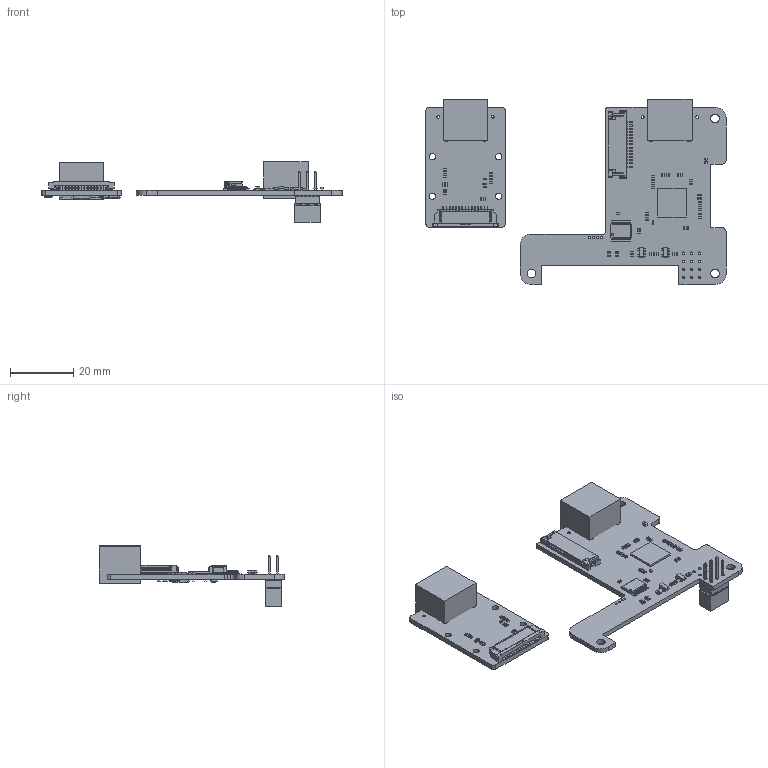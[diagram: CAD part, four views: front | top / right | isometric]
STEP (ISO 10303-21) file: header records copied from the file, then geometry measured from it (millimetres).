
FILE_DESCRIPTION (( 'STEP AP214' ), '1' );
FILE_NAME ('u6248.STEP', '2023-02-14T02:45:59', ( '' ), ( '' ), 'SwSTEP 2.0', 'SolidWorks 2021', '' );
FILE_SCHEMA (( 'AUTOMOTIVE_DESIGN' ));
Length unit declared in the file: millimetre
Products named in the file (3): UC-891_Rev; u6248; UC-892_Rev
Assembly tree (2 placements, depth 2):
  u6248
    UC-892_Rev
    UC-891_Rev
Bounding box: 94.84 x 58.5 x 19.15 mm (x, y, z)
Volume: 7683.5 mm3; surface area: 12482.6 mm2
Topology: 239 solids, 239 shells, 4356 faces, 11206 edges, 7268 vertices
Faces by surface type: plane 3932, cylinder 387, bspline 19, torus 10, sphere 8
Entity records: 180941 total; most frequent: CARTESIAN_POINT 24014, ORIENTED_EDGE 22396, DIRECTION 20574, EDGE_CURVE 11198, VECTOR 10370, LINE 10370, VERTEX_POINT 7268, AXIS2_PLACEMENT_3D 5102
